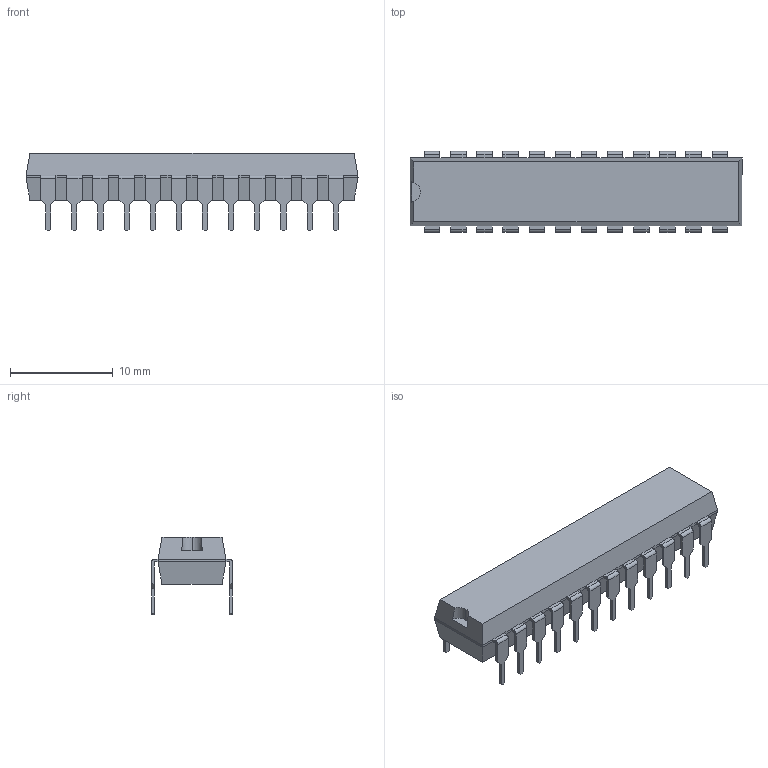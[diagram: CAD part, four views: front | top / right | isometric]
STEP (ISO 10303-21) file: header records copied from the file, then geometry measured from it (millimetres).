
FILE_DESCRIPTION (( 'STEP AP214' ), '1' );
FILE_NAME ('610B2B0C-AE0A-4DD0-97B7-9EB267B8FB0A.STEP', '2008-08-18T01:52:45', ( 'sysAdmin' ), ( 'SolidWorks' ), 'SwSTEP 2.0', 'SolidWorks 2008', '' );
FILE_SCHEMA (( 'AUTOMOTIVE_DESIGN' ));
Length unit declared in the file: millimetre
Products named in the file (1): 610B2B0C-AE0A-4DD0-97B7-9EB267B8FB0A
Bounding box: 32.26 x 7.87 x 7.57 mm (x, y, z)
Volume: 943.2 mm3; surface area: 1063 mm2
Topology: 1 solids, 1 shells, 401 faces, 1093 edges, 694 vertices
Faces by surface type: plane 351, cylinder 50
Entity records: 12829 total; most frequent: CARTESIAN_POINT 2195, ORIENTED_EDGE 2186, DIRECTION 1995, EDGE_CURVE 1093, VECTOR 991, LINE 991, VERTEX_POINT 694, AXIS2_PLACEMENT_3D 502
